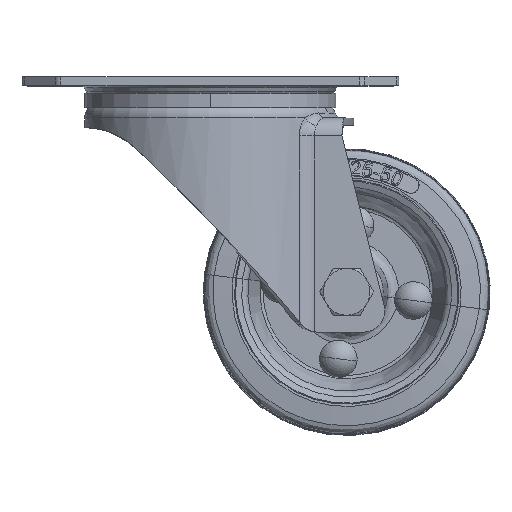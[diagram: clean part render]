
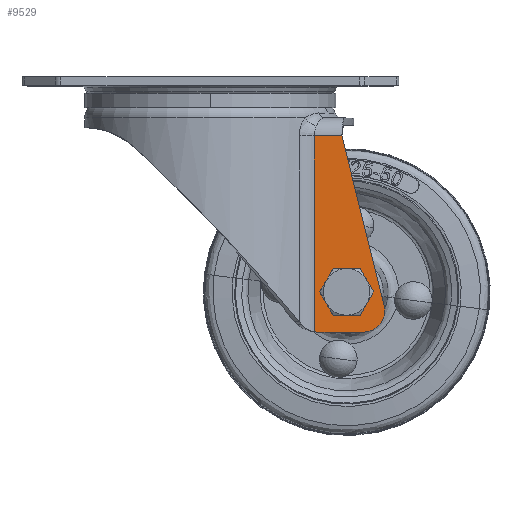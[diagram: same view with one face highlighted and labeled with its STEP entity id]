
A CAD part, top view. The second image highlights one B-rep face of the part: STEP entity #9529.
In plain terms, the highlighted planar face has unit normal (0, 0, 1).
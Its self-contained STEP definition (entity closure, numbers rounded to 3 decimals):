
#173 = AXIS2_PLACEMENT_3D ( 'NONE', #6477, #8761, #12328 ) ;
#793 = DIRECTION ( 'NONE',  ( 0.242, -0.97, 0. ) ) ;
#1495 = CARTESIAN_POINT ( 'NONE',  ( 30., -71.2, 23. ) ) ;
#1520 = CARTESIAN_POINT ( 'NONE',  ( 33.9, -60., 23. ) ) ;
#1576 = CIRCLE ( 'NONE', #14487, 6. ) ;
#2183 = CARTESIAN_POINT ( 'NONE',  ( 28.983, -16.5, 23. ) ) ;
#2477 = EDGE_LOOP ( 'NONE', ( #21102, #20759 ) ) ;
#2765 = DIRECTION ( 'NONE',  ( 0., 0., -1. ) ) ;
#2997 = CARTESIAN_POINT ( 'NONE',  ( 38., -60., 23. ) ) ;
#4052 = CARTESIAN_POINT ( 'NONE',  ( 36.638, -16.5, 23. ) ) ;
#4878 = EDGE_CURVE ( 'NONE', #13461, #15155, #1576, .T. ) ;
#4933 = EDGE_CURVE ( 'NONE', #10417, #14663, #7931, .T. ) ;
#4937 = CARTESIAN_POINT ( 'NONE',  ( 28.983, -16.5, 23. ) ) ;
#5696 = VECTOR ( 'NONE', #18816, 1000. ) ;
#5932 = CARTESIAN_POINT ( 'NONE',  ( 42.597, -65.2, 23. ) ) ;
#6477 = CARTESIAN_POINT ( 'NONE',  ( 114., -11.5, 23. ) ) ;
#6538 = CARTESIAN_POINT ( 'NONE',  ( 36.638, -16.5, 23. ) ) ;
#7728 = CARTESIAN_POINT ( 'NONE',  ( 31.534, -16.5, 23. ) ) ;
#7821 = CARTESIAN_POINT ( 'NONE',  ( 42.1, -60., 23. ) ) ;
#7833 = DIRECTION ( 'NONE',  ( 0., 0., -1. ) ) ;
#7931 = CIRCLE ( 'NONE', #22900, 4.1 ) ;
#8300 = AXIS2_PLACEMENT_3D ( 'NONE', #5932, #7833, #21636 ) ;
#8761 = DIRECTION ( 'NONE',  ( 0., 0., 1. ) ) ;
#8808 = FACE_OUTER_BOUND ( 'NONE', #14751, .T. ) ;
#9529 = ADVANCED_FACE ( 'NONE', ( #10707, #8808 ), #16550, .T. ) ;
#9896 = ORIENTED_EDGE ( 'NONE', *, *, #21432, .T. ) ;
#10417 = VERTEX_POINT ( 'NONE', #7821 ) ;
#10424 = CARTESIAN_POINT ( 'NONE',  ( 36.638, -16.5, 23. ) ) ;
#10566 = VECTOR ( 'NONE', #793, 1000. ) ;
#10707 = FACE_BOUND ( 'NONE', #2477, .T. ) ;
#10817 = DIRECTION ( 'NONE',  ( 0., 0., 1. ) ) ;
#11094 = EDGE_CURVE ( 'NONE', #14663, #10417, #18357, .T. ) ;
#11270 = ORIENTED_EDGE ( 'NONE', *, *, #17454, .T. ) ;
#12328 = DIRECTION ( 'NONE',  ( 1., 0., 0. ) ) ;
#12329 = CARTESIAN_POINT ( 'NONE',  ( 48.419, -63.748, 23. ) ) ;
#12393 = LINE ( 'NONE', #6538, #10566 ) ;
#12401 = ORIENTED_EDGE ( 'NONE', *, *, #4878, .F. ) ;
#12411 = CARTESIAN_POINT ( 'NONE',  ( 38., -60., 23. ) ) ;
#13308 = CARTESIAN_POINT ( 'NONE',  ( 28.983, -71.113, 23. ) ) ;
#13429 = VERTEX_POINT ( 'NONE', #16617 ) ;
#13461 = VERTEX_POINT ( 'NONE', #13930 ) ;
#13808 = ORIENTED_EDGE ( 'NONE', *, *, #14545, .F. ) ;
#13930 = CARTESIAN_POINT ( 'NONE',  ( 30., -71.2, 23. ) ) ;
#14004 = CIRCLE ( 'NONE', #8300, 6. ) ;
#14312 = AXIS2_PLACEMENT_3D ( 'NONE', #12411, #23646, #22023 ) ;
#14487 = AXIS2_PLACEMENT_3D ( 'NONE', #19839, #2765, #19961 ) ;
#14545 = EDGE_CURVE ( 'NONE', #14894, #13429, #14004, .T. ) ;
#14663 = VERTEX_POINT ( 'NONE', #1520 ) ;
#14751 = EDGE_LOOP ( 'NONE', ( #20264, #13808, #21243, #9896, #11270, #12401 ) ) ;
#14893 = DIRECTION ( 'NONE',  ( 1., 0., 0. ) ) ;
#14894 = VERTEX_POINT ( 'NONE', #12329 ) ;
#14939 = VERTEX_POINT ( 'NONE', #22937 ) ;
#15155 = VERTEX_POINT ( 'NONE', #13308 ) ;
#16550 = PLANE ( 'NONE',  #173 ) ;
#16617 = CARTESIAN_POINT ( 'NONE',  ( 42.597, -71.2, 23. ) ) ;
#17102 = CARTESIAN_POINT ( 'NONE',  ( 34.086, -16.5, 23. ) ) ;
#17454 = EDGE_CURVE ( 'NONE', #14939, #15155, #22839, .T. ) ;
#18357 = CIRCLE ( 'NONE', #14312, 4.1 ) ;
#18368 = CARTESIAN_POINT ( 'NONE',  ( 28.983, -71.113, 23. ) ) ;
#18816 = DIRECTION ( 'NONE',  ( 1., 0., 0. ) ) ;
#19458 = EDGE_CURVE ( 'NONE', #13461, #13429, #20585, .T. ) ;
#19838 = EDGE_CURVE ( 'NONE', #20977, #14894, #12393, .T. ) ;
#19839 = CARTESIAN_POINT ( 'NONE',  ( 30., -65.2, 23. ) ) ;
#19961 = DIRECTION ( 'NONE',  ( 0., -1., 0. ) ) ;
#20264 = ORIENTED_EDGE ( 'NONE', *, *, #19458, .T. ) ;
#20585 = LINE ( 'NONE', #1495, #5696 ) ;
#20759 = ORIENTED_EDGE ( 'NONE', *, *, #11094, .F. ) ;
#20977 = VERTEX_POINT ( 'NONE', #10424 ) ;
#21102 = ORIENTED_EDGE ( 'NONE', *, *, #4933, .F. ) ;
#21243 = ORIENTED_EDGE ( 'NONE', *, *, #19838, .F. ) ;
#21432 = EDGE_CURVE ( 'NONE', #20977, #14939, #22676, .T. ) ;
#21636 = DIRECTION ( 'NONE',  ( 0.97, 0.242, 0. ) ) ;
#22023 = DIRECTION ( 'NONE',  ( -1., 0., 0. ) ) ;
#22530 = CARTESIAN_POINT ( 'NONE',  ( 28.983, -34.704, 23. ) ) ;
#22676 = B_SPLINE_CURVE_WITH_KNOTS ( 'NONE', 3,
 ( #4052, #17102, #7728, #2183 ),
 .UNSPECIFIED., .F., .F.,
 ( 4, 4 ),
 ( 0., 1. ),
 .UNSPECIFIED. ) ;
#22839 = B_SPLINE_CURVE_WITH_KNOTS ( 'NONE', 3,
 ( #4937, #22530, #24154, #18368 ),
 .UNSPECIFIED., .F., .F.,
 ( 4, 4 ),
 ( 0., 1. ),
 .UNSPECIFIED. ) ;
#22900 = AXIS2_PLACEMENT_3D ( 'NONE', #2997, #10817, #14893 ) ;
#22937 = CARTESIAN_POINT ( 'NONE',  ( 28.983, -16.5, 23. ) ) ;
#23646 = DIRECTION ( 'NONE',  ( 0., 0., 1. ) ) ;
#24154 = CARTESIAN_POINT ( 'NONE',  ( 28.983, -52.909, 23. ) ) ;
